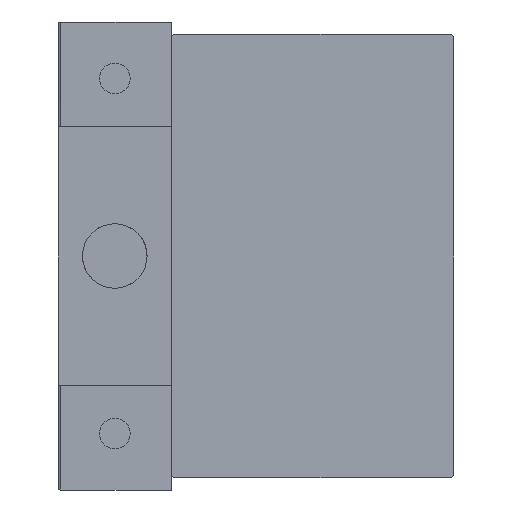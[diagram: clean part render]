
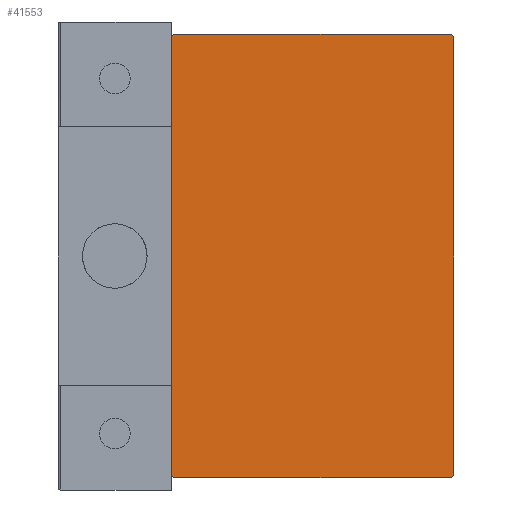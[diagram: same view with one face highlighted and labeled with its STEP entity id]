
A CAD part, left-side view. The second image highlights one B-rep face of the part: STEP entity #41553.
In plain terms, the highlighted face is planar.
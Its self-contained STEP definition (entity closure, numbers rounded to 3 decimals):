
#1317 = EDGE_CURVE ( 'NONE', #14791, #35539, #5598, .T. ) ;
#2290 = DIRECTION ( 'NONE',  ( 0., -1., 0. ) ) ;
#2502 = VERTEX_POINT ( 'NONE', #15648 ) ;
#3158 = LINE ( 'NONE', #18349, #14566 ) ;
#3228 = CARTESIAN_POINT ( 'NONE',  ( 76., -22.35, -22.35 ) ) ;
#4719 = ORIENTED_EDGE ( 'NONE', *, *, #45537, .T. ) ;
#5595 = VECTOR ( 'NONE', #23418, 1000. ) ;
#5598 = LINE ( 'NONE', #40625, #43771 ) ;
#6481 = ORIENTED_EDGE ( 'NONE', *, *, #1317, .T. ) ;
#6495 = CARTESIAN_POINT ( 'NONE',  ( 76., 22.35, 22.35 ) ) ;
#6503 = PLANE ( 'NONE',  #18595 ) ;
#8079 = VECTOR ( 'NONE', #15080, 1000. ) ;
#9118 = EDGE_CURVE ( 'NONE', #42757, #25613, #26812, .T. ) ;
#11319 = EDGE_CURVE ( 'NONE', #32586, #35052, #13502, .T. ) ;
#11416 = CARTESIAN_POINT ( 'NONE',  ( 76., -17.5, -27.5 ) ) ;
#12691 = CARTESIAN_POINT ( 'NONE',  ( 76., 17.5, 27.2 ) ) ;
#13502 = LINE ( 'NONE', #48764, #24794 ) ;
#14566 = VECTOR ( 'NONE', #23221, 1000. ) ;
#14791 = VERTEX_POINT ( 'NONE', #16915 ) ;
#15080 = DIRECTION ( 'NONE',  ( 0., 0.707, -0.707 ) ) ;
#15648 = CARTESIAN_POINT ( 'NONE',  ( 76., -17.2, 27.5 ) ) ;
#16915 = CARTESIAN_POINT ( 'NONE',  ( 76., -17.5, 27.2 ) ) ;
#17816 = ORIENTED_EDGE ( 'NONE', *, *, #11319, .T. ) ;
#18349 = CARTESIAN_POINT ( 'NONE',  ( 76., 17.5, -27.5 ) ) ;
#18595 = AXIS2_PLACEMENT_3D ( 'NONE', #26067, #23210, #50520 ) ;
#20469 = ORIENTED_EDGE ( 'NONE', *, *, #24395, .T. ) ;
#21216 = ORIENTED_EDGE ( 'NONE', *, *, #42623, .T. ) ;
#21307 = DIRECTION ( 'NONE',  ( 0., 0., -1. ) ) ;
#21861 = ORIENTED_EDGE ( 'NONE', *, *, #34669, .T. ) ;
#22574 = EDGE_CURVE ( 'NONE', #25613, #2502, #29334, .T. ) ;
#23210 = DIRECTION ( 'NONE',  ( 1., 0., 0. ) ) ;
#23221 = DIRECTION ( 'NONE',  ( 0., 0., 1. ) ) ;
#23418 = DIRECTION ( 'NONE',  ( 0., -0.707, -0.707 ) ) ;
#24249 = ORIENTED_EDGE ( 'NONE', *, *, #9118, .T. ) ;
#24395 = EDGE_CURVE ( 'NONE', #35539, #46119, #34636, .T. ) ;
#24794 = VECTOR ( 'NONE', #29175, 1000. ) ;
#25613 = VERTEX_POINT ( 'NONE', #32348 ) ;
#26067 = CARTESIAN_POINT ( 'NONE',  ( 76., 0., 0. ) ) ;
#26812 = LINE ( 'NONE', #6495, #38677 ) ;
#27613 = CARTESIAN_POINT ( 'NONE',  ( 76., -17.5, -27.2 ) ) ;
#29175 = DIRECTION ( 'NONE',  ( 0., 0.707, 0.707 ) ) ;
#29334 = LINE ( 'NONE', #49670, #47478 ) ;
#31396 = EDGE_LOOP ( 'NONE', ( #21861, #17816, #21216, #24249, #32254, #4719, #6481, #20469 ) ) ;
#32254 = ORIENTED_EDGE ( 'NONE', *, *, #22574, .T. ) ;
#32348 = CARTESIAN_POINT ( 'NONE',  ( 76., 17.2, 27.5 ) ) ;
#32586 = VERTEX_POINT ( 'NONE', #44825 ) ;
#34548 = FACE_OUTER_BOUND ( 'NONE', #31396, .T. ) ;
#34636 = LINE ( 'NONE', #3228, #8079 ) ;
#34669 = EDGE_CURVE ( 'NONE', #46119, #32586, #45914, .T. ) ;
#34750 = LINE ( 'NONE', #47363, #5595 ) ;
#35052 = VERTEX_POINT ( 'NONE', #38820 ) ;
#35539 = VERTEX_POINT ( 'NONE', #27613 ) ;
#38167 = DIRECTION ( 'NONE',  ( 0., -0.707, 0.707 ) ) ;
#38677 = VECTOR ( 'NONE', #38167, 1000. ) ;
#38820 = CARTESIAN_POINT ( 'NONE',  ( 76., 17.5, -27.2 ) ) ;
#40625 = CARTESIAN_POINT ( 'NONE',  ( 76., -17.5, 27.5 ) ) ;
#41070 = CARTESIAN_POINT ( 'NONE',  ( 76., -17.2, -27.5 ) ) ;
#41553 = ADVANCED_FACE ( 'NONE', ( #34548 ), #6503, .T. ) ;
#42623 = EDGE_CURVE ( 'NONE', #35052, #42757, #3158, .T. ) ;
#42757 = VERTEX_POINT ( 'NONE', #12691 ) ;
#43771 = VECTOR ( 'NONE', #21307, 1000. ) ;
#44825 = CARTESIAN_POINT ( 'NONE',  ( 76., 17.2, -27.5 ) ) ;
#45537 = EDGE_CURVE ( 'NONE', #2502, #14791, #34750, .T. ) ;
#45914 = LINE ( 'NONE', #11416, #46417 ) ;
#46119 = VERTEX_POINT ( 'NONE', #41070 ) ;
#46417 = VECTOR ( 'NONE', #46669, 1000. ) ;
#46669 = DIRECTION ( 'NONE',  ( 0., 1., 0. ) ) ;
#47363 = CARTESIAN_POINT ( 'NONE',  ( 76., -22.35, 22.35 ) ) ;
#47478 = VECTOR ( 'NONE', #2290, 1000. ) ;
#48764 = CARTESIAN_POINT ( 'NONE',  ( 76., 22.35, -22.35 ) ) ;
#49670 = CARTESIAN_POINT ( 'NONE',  ( 76., 17.5, 27.5 ) ) ;
#50520 = DIRECTION ( 'NONE',  ( 0., 0., -1. ) ) ;
